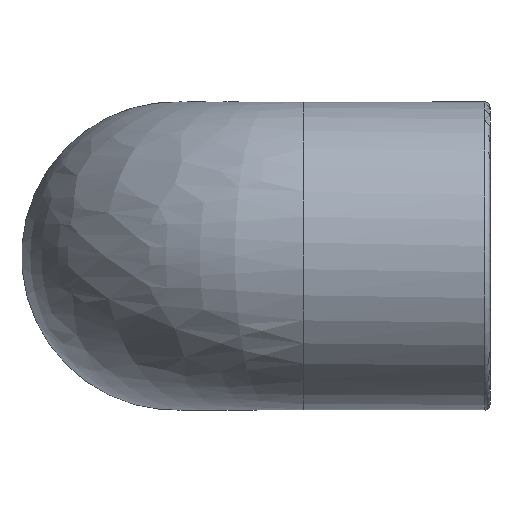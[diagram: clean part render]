
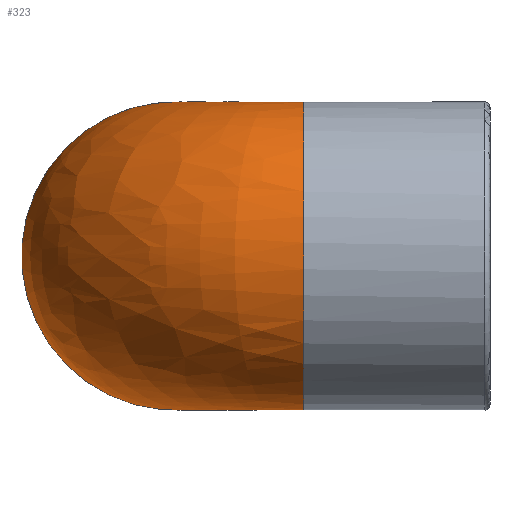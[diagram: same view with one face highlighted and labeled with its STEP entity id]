
A CAD part, left-side view. The second image highlights one B-rep face of the part: STEP entity #323.
In plain terms, the highlighted free-form (B-spline) face has degree [2, 2] with [9, 3] control points.
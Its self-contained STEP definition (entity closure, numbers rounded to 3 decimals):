
#21=(
BOUNDED_SURFACE()
B_SPLINE_SURFACE(2,2,((#538,#539,#540),(#541,#542,#543),(#544,#545,#546),
(#547,#548,#549),(#550,#551,#552),(#553,#554,#555),(#556,#557,#558),(#559,
#560,#561),(#562,#563,#564)),.UNSPECIFIED.,.F.,.F.,.F.)
B_SPLINE_SURFACE_WITH_KNOTS((3,2,2,2,3),(3,3),(-2.501,-1.251,
0.,1.251,2.501),(0.,
1.571),.UNSPECIFIED.)
GEOMETRIC_REPRESENTATION_ITEM()
RATIONAL_B_SPLINE_SURFACE(((1.,0.707,1.),(0.811,
0.573,0.811),(1.,0.707,1.),(0.811,
0.573,0.811),(1.,0.707,1.),(0.811,
0.573,0.811),(1.,0.707,1.),(0.811,
0.573,0.811),(1.,0.707,1.)))
REPRESENTATION_ITEM('')
SURFACE()
);
#24=B_SPLINE_CURVE_WITH_KNOTS('',3,(#502,#503,#504,#505,#506,#507,#508,
#509,#510,#511,#512,#513,#514,#515,#516,#517),.UNSPECIFIED.,.F.,.F.,(4,
3,3,3,3,4),(0.,0.012,0.024,
0.03,0.042,0.061),.UNSPECIFIED.);
#25=B_SPLINE_CURVE_WITH_KNOTS('',3,(#521,#522,#523,#524,#525,#526,#527,
#528,#529,#530,#531,#532,#533,#534,#535,#536),.UNSPECIFIED.,.F.,.F.,(4,
3,3,3,3,4),(0.,0.012,0.024,
0.03,0.042,0.061),.UNSPECIFIED.);
#77=FACE_OUTER_BOUND('',#104,.T.);
#104=EDGE_LOOP('',(#239,#240,#241,#242));
#143=CIRCLE('',#355,13.25);
#144=CIRCLE('',#356,13.25);
#161=VERTEX_POINT('',#500);
#162=VERTEX_POINT('',#501);
#163=VERTEX_POINT('',#518);
#164=VERTEX_POINT('',#520);
#193=EDGE_CURVE('',#161,#162,#24,.T.);
#195=EDGE_CURVE('',#164,#163,#25,.T.);
#197=EDGE_CURVE('',#163,#161,#143,.T.);
#198=EDGE_CURVE('',#164,#162,#144,.T.);
#239=ORIENTED_EDGE('',*,*,#195,.T.);
#240=ORIENTED_EDGE('',*,*,#197,.T.);
#241=ORIENTED_EDGE('',*,*,#193,.T.);
#242=ORIENTED_EDGE('',*,*,#198,.F.);
#323=ADVANCED_FACE('',(#77),#21,.F.);
#355=AXIS2_PLACEMENT_3D('',#565,#401,#402);
#356=AXIS2_PLACEMENT_3D('',#566,#403,#404);
#401=DIRECTION('center_axis',(0.,1.,0.));
#402=DIRECTION('ref_axis',(-1.,0.,0.));
#403=DIRECTION('center_axis',(1.,0.,0.));
#404=DIRECTION('ref_axis',(0.,1.,0.));
#500=CARTESIAN_POINT('',(10.6,16.,7.95));
#501=CARTESIAN_POINT('',(11.,16.4,7.95));
#502=CARTESIAN_POINT('Ctrl Pts',(10.6,16.,7.95));
#503=CARTESIAN_POINT('Ctrl Pts',(10.607,16.04,7.941));
#504=CARTESIAN_POINT('Ctrl Pts',(10.618,16.079,7.934));
#505=CARTESIAN_POINT('Ctrl Pts',(10.634,16.116,7.928));
#506=CARTESIAN_POINT('Ctrl Pts',(10.65,16.152,7.923));
#507=CARTESIAN_POINT('Ctrl Pts',(10.67,16.186,7.919));
#508=CARTESIAN_POINT('Ctrl Pts',(10.693,16.217,7.917));
#509=CARTESIAN_POINT('Ctrl Pts',(10.706,16.234,7.916));
#510=CARTESIAN_POINT('Ctrl Pts',(10.72,16.25,7.916));
#511=CARTESIAN_POINT('Ctrl Pts',(10.735,16.265,7.916));
#512=CARTESIAN_POINT('Ctrl Pts',(10.762,16.291,7.916));
#513=CARTESIAN_POINT('Ctrl Pts',(10.792,16.315,7.917));
#514=CARTESIAN_POINT('Ctrl Pts',(10.824,16.334,7.921));
#515=CARTESIAN_POINT('Ctrl Pts',(10.878,16.368,7.926));
#516=CARTESIAN_POINT('Ctrl Pts',(10.938,16.39,7.936));
#517=CARTESIAN_POINT('Ctrl Pts',(11.,16.4,7.95));
#518=CARTESIAN_POINT('',(10.6,16.,-7.95));
#520=CARTESIAN_POINT('',(11.,16.4,-7.95));
#521=CARTESIAN_POINT('Ctrl Pts',(11.,16.4,-7.95));
#522=CARTESIAN_POINT('Ctrl Pts',(10.96,16.393,-7.941));
#523=CARTESIAN_POINT('Ctrl Pts',(10.921,16.382,-7.934));
#524=CARTESIAN_POINT('Ctrl Pts',(10.884,16.366,-7.928));
#525=CARTESIAN_POINT('Ctrl Pts',(10.848,16.35,-7.923));
#526=CARTESIAN_POINT('Ctrl Pts',(10.814,16.33,-7.919));
#527=CARTESIAN_POINT('Ctrl Pts',(10.783,16.307,-7.917));
#528=CARTESIAN_POINT('Ctrl Pts',(10.766,16.294,-7.916));
#529=CARTESIAN_POINT('Ctrl Pts',(10.75,16.28,-7.916));
#530=CARTESIAN_POINT('Ctrl Pts',(10.735,16.265,-7.916));
#531=CARTESIAN_POINT('Ctrl Pts',(10.709,16.238,-7.916));
#532=CARTESIAN_POINT('Ctrl Pts',(10.685,16.208,-7.917));
#533=CARTESIAN_POINT('Ctrl Pts',(10.666,16.176,-7.921));
#534=CARTESIAN_POINT('Ctrl Pts',(10.632,16.122,-7.926));
#535=CARTESIAN_POINT('Ctrl Pts',(10.61,16.062,-7.936));
#536=CARTESIAN_POINT('Ctrl Pts',(10.6,16.,-7.95));
#538=CARTESIAN_POINT('Ctrl Pts',(10.627,16.,7.914));
#539=CARTESIAN_POINT('Ctrl Pts',(10.627,16.373,7.914));
#540=CARTESIAN_POINT('Ctrl Pts',(11.,16.373,7.914));
#541=CARTESIAN_POINT('Ctrl Pts',(4.912,16.,15.587));
#542=CARTESIAN_POINT('Ctrl Pts',(4.912,22.088,15.587));
#543=CARTESIAN_POINT('Ctrl Pts',(11.,22.088,15.587));
#544=CARTESIAN_POINT('Ctrl Pts',(-4.169,16.,12.577));
#545=CARTESIAN_POINT('Ctrl Pts',(-4.169,31.169,12.577));
#546=CARTESIAN_POINT('Ctrl Pts',(11.,31.169,12.577));
#547=CARTESIAN_POINT('Ctrl Pts',(-13.25,16.,9.567));
#548=CARTESIAN_POINT('Ctrl Pts',(-13.25,40.25,9.567));
#549=CARTESIAN_POINT('Ctrl Pts',(11.,40.25,9.567));
#550=CARTESIAN_POINT('Ctrl Pts',(-13.25,16.,0.));
#551=CARTESIAN_POINT('Ctrl Pts',(-13.25,40.25,0.));
#552=CARTESIAN_POINT('Ctrl Pts',(11.,40.25,0.));
#553=CARTESIAN_POINT('Ctrl Pts',(-13.25,16.,-9.567));
#554=CARTESIAN_POINT('Ctrl Pts',(-13.25,40.25,-9.567));
#555=CARTESIAN_POINT('Ctrl Pts',(11.,40.25,-9.567));
#556=CARTESIAN_POINT('Ctrl Pts',(-4.169,16.,-12.577));
#557=CARTESIAN_POINT('Ctrl Pts',(-4.169,31.169,-12.577));
#558=CARTESIAN_POINT('Ctrl Pts',(11.,31.169,-12.577));
#559=CARTESIAN_POINT('Ctrl Pts',(4.912,16.,-15.587));
#560=CARTESIAN_POINT('Ctrl Pts',(4.912,22.088,-15.587));
#561=CARTESIAN_POINT('Ctrl Pts',(11.,22.088,-15.587));
#562=CARTESIAN_POINT('Ctrl Pts',(10.627,16.,-7.914));
#563=CARTESIAN_POINT('Ctrl Pts',(10.627,16.373,-7.914));
#564=CARTESIAN_POINT('Ctrl Pts',(11.,16.373,-7.914));
#565=CARTESIAN_POINT('Origin',(0.,16.,0.));
#566=CARTESIAN_POINT('Origin',(11.,27.,0.));
